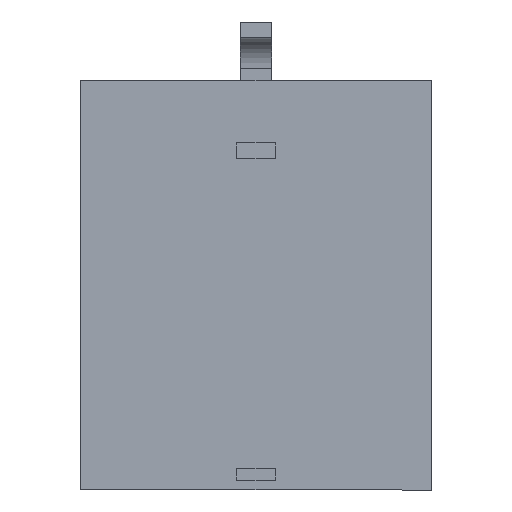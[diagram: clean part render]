
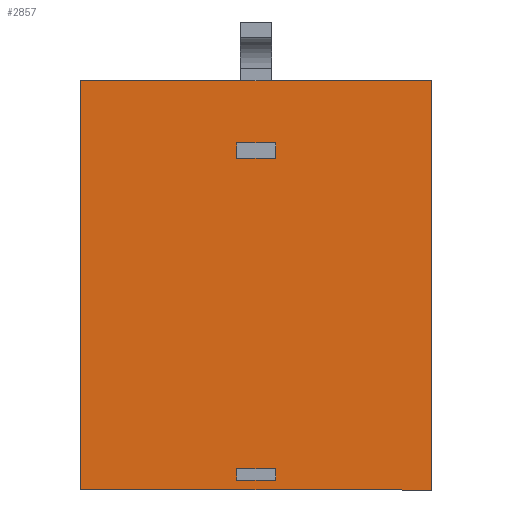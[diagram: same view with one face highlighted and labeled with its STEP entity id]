
A CAD part, front view. The second image highlights one B-rep face of the part: STEP entity #2857.
In plain terms, the highlighted planar face has unit normal (0, -1, 0).
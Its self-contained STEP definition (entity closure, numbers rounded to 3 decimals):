
#26 = VERTEX_POINT ( 'NONE', #2692 ) ;
#30 = CARTESIAN_POINT ( 'NONE',  ( -4.5, 0., 6. ) ) ;
#64 = FACE_OUTER_BOUND ( 'NONE', #3555, .T. ) ;
#78 = LINE ( 'NONE', #1188, #3400 ) ;
#347 = CARTESIAN_POINT ( 'NONE',  ( -4.5, 0., -4.5 ) ) ;
#659 = VERTEX_POINT ( 'NONE', #2434 ) ;
#877 = DIRECTION ( 'NONE',  ( 0., 0., 1. ) ) ;
#1044 = VECTOR ( 'NONE', #1835, 1000. ) ;
#1114 = EDGE_CURVE ( 'NONE', #3509, #659, #4084, .T. ) ;
#1188 = CARTESIAN_POINT ( 'NONE',  ( -4.5, 0., -4.5 ) ) ;
#1262 = LINE ( 'NONE', #2128, #1044 ) ;
#1287 = ORIENTED_EDGE ( 'NONE', *, *, #2782, .F. ) ;
#1407 = CARTESIAN_POINT ( 'NONE',  ( -4.5, 0., 6. ) ) ;
#1534 = AXIS2_PLACEMENT_3D ( 'NONE', #3457, #1807, #877 ) ;
#1807 = DIRECTION ( 'NONE',  ( 0., -1., 0. ) ) ;
#1835 = DIRECTION ( 'NONE',  ( 0., 0., 1. ) ) ;
#1999 = ORIENTED_EDGE ( 'NONE', *, *, #2438, .F. ) ;
#2128 = CARTESIAN_POINT ( 'NONE',  ( -13.5, 0., -4.5 ) ) ;
#2335 = ORIENTED_EDGE ( 'NONE', *, *, #4029, .F. ) ;
#2354 = DIRECTION ( 'NONE',  ( 1., 0., 0. ) ) ;
#2434 = CARTESIAN_POINT ( 'NONE',  ( -4.5, 0., -4.5 ) ) ;
#2438 = EDGE_CURVE ( 'NONE', #26, #3509, #2614, .T. ) ;
#2496 = CARTESIAN_POINT ( 'NONE',  ( -13.5, 0., -4.5 ) ) ;
#2614 = LINE ( 'NONE', #30, #4189 ) ;
#2692 = CARTESIAN_POINT ( 'NONE',  ( -13.5, 0., 6. ) ) ;
#2782 = EDGE_CURVE ( 'NONE', #659, #4104, #78, .T. ) ;
#2819 = DIRECTION ( 'NONE',  ( -1., 0., 0. ) ) ;
#2857 = ADVANCED_FACE ( 'NONE', ( #64 ), #2865, .T. ) ;
#2865 = PLANE ( 'NONE',  #1534 ) ;
#2957 = ORIENTED_EDGE ( 'NONE', *, *, #1114, .F. ) ;
#3195 = VECTOR ( 'NONE', #3438, 1000. ) ;
#3400 = VECTOR ( 'NONE', #2819, 1000. ) ;
#3438 = DIRECTION ( 'NONE',  ( 0., 0., -1. ) ) ;
#3457 = CARTESIAN_POINT ( 'NONE',  ( -9., 0., 1.5 ) ) ;
#3509 = VERTEX_POINT ( 'NONE', #1407 ) ;
#3555 = EDGE_LOOP ( 'NONE', ( #2335, #1287, #2957, #1999 ) ) ;
#4029 = EDGE_CURVE ( 'NONE', #4104, #26, #1262, .T. ) ;
#4084 = LINE ( 'NONE', #347, #3195 ) ;
#4104 = VERTEX_POINT ( 'NONE', #2496 ) ;
#4189 = VECTOR ( 'NONE', #2354, 1000. ) ;
